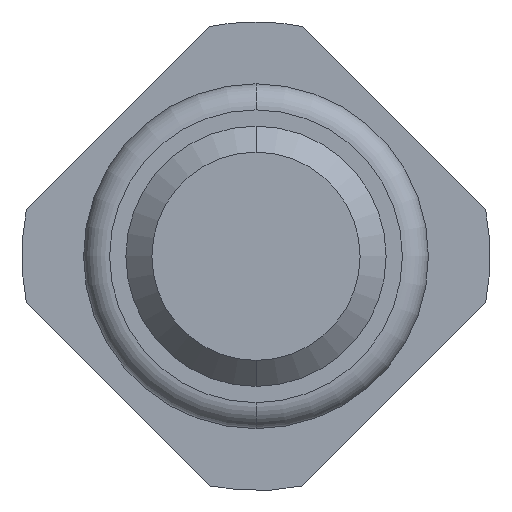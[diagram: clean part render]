
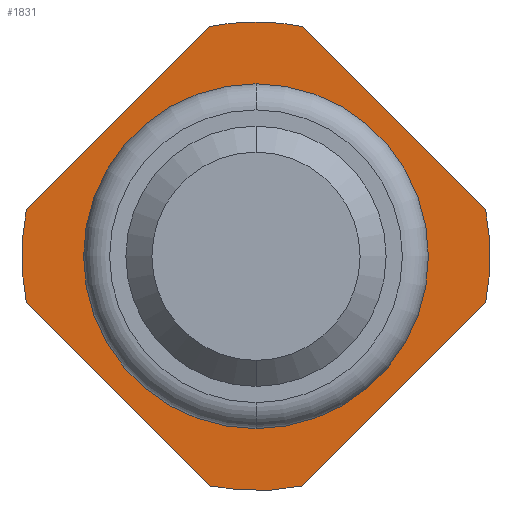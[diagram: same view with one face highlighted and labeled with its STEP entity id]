
A CAD part, front view. The second image highlights one B-rep face of the part: STEP entity #1831.
In plain terms, the highlighted planar face has unit normal (0, -1, 0).
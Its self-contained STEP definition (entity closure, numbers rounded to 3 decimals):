
#12 = CARTESIAN_POINT ( 'NONE',  ( 0., -2., 1.325 ) ) ;
#33 = EDGE_CURVE ( 'Defeature ausgef�hrt2_2+Defeature ausgef�hrt2_0+Defeature ausgef�hrt2_17+Defeature ausgef�hrt2_18', #599, #2111, #4518, .T. ) ;
#46 = AXIS2_PLACEMENT_3D ( 'NONE', #2430, #549, #4196 ) ;
#58 = VERTEX_POINT ( 'NONE', #1185 ) ;
#145 = CIRCLE ( 'NONE', #3286, 1.8 ) ;
#246 = ORIENTED_EDGE ( 'NONE', *, *, #4364, .F. ) ;
#401 = DIRECTION ( 'NONE',  ( 0., 0., 1. ) ) ;
#417 = ORIENTED_EDGE ( 'NONE', *, *, #1109, .F. ) ;
#547 = VECTOR ( 'NONE', #874, 1000. ) ;
#549 = DIRECTION ( 'NONE',  ( 0., 1., 0. ) ) ;
#579 = ORIENTED_EDGE ( 'NONE', *, *, #3855, .F. ) ;
#599 = VERTEX_POINT ( 'NONE', #1494 ) ;
#613 = CIRCLE ( 'NONE', #1335, 1.325 ) ;
#699 = VERTEX_POINT ( 'NONE', #4701 ) ;
#848 = LINE ( 'NONE', #1254, #1667 ) ;
#865 = CARTESIAN_POINT ( 'NONE',  ( 0., -2., 0. ) ) ;
#874 = DIRECTION ( 'NONE',  ( 0.707, 0., -0.707 ) ) ;
#906 = CARTESIAN_POINT ( 'NONE',  ( 1.764, -2., 0.357 ) ) ;
#957 = ORIENTED_EDGE ( 'NONE', *, *, #33, .F. ) ;
#987 = VERTEX_POINT ( 'NONE', #2736 ) ;
#1030 = EDGE_CURVE ( 'Defeature ausgef�hrt2_15+Defeature ausgef�hrt2_0+Defeature ausgef�hrt2_1+Defeature ausgef�hrt2_4', #2944, #3359, #848, .T. ) ;
#1109 = EDGE_CURVE ( 'Defeature ausgef�hrt2_18+Defeature ausgef�hrt2_0+Defeature ausgef�hrt2_2+Defeature ausgef�hrt2_1', #58, #4478, #1198, .T. ) ;
#1185 = CARTESIAN_POINT ( 'NONE',  ( 0.357, -2., 1.764 ) ) ;
#1198 = LINE ( 'NONE', #2748, #547 ) ;
#1202 = CARTESIAN_POINT ( 'NONE',  ( 0., -2., -1.325 ) ) ;
#1234 = ORIENTED_EDGE ( 'NONE', *, *, #2713, .F. ) ;
#1254 = CARTESIAN_POINT ( 'NONE',  ( 1.961, -2., -0.161 ) ) ;
#1291 = ORIENTED_EDGE ( 'NONE', *, *, #3571, .T. ) ;
#1335 = AXIS2_PLACEMENT_3D ( 'NONE', #3427, #4886, #401 ) ;
#1361 = AXIS2_PLACEMENT_3D ( 'NONE', #1743, #3971, #2460 ) ;
#1401 = DIRECTION ( 'NONE',  ( 0., 0., 1. ) ) ;
#1471 = EDGE_CURVE ( 'Defeature ausgef�hrt2_17+Defeature ausgef�hrt2_0+Defeature ausgef�hrt2_3+Defeature ausgef�hrt2_2', #4514, #599, #3499, .T. ) ;
#1494 = CARTESIAN_POINT ( 'NONE',  ( -0.357, -2., 1.764 ) ) ;
#1548 = CARTESIAN_POINT ( 'NONE',  ( 0., -2., 0. ) ) ;
#1560 = CIRCLE ( 'NONE', #46, 1.8 ) ;
#1617 = VECTOR ( 'NONE', #2387, 1000. ) ;
#1667 = VECTOR ( 'NONE', #3894, 1000. ) ;
#1743 = CARTESIAN_POINT ( 'NONE',  ( 0., -2., 0. ) ) ;
#1789 = LINE ( 'NONE', #3833, #1617 ) ;
#1804 = DIRECTION ( 'NONE',  ( 0., 0., 1. ) ) ;
#1831 = ADVANCED_FACE ( 'Defeature ausgef�hrt2_0', ( #3436, #4323 ), #2900, .F. ) ;
#2096 = DIRECTION ( 'NONE',  ( 0., 1., 0. ) ) ;
#2111 = VERTEX_POINT ( 'NONE', #2293 ) ;
#2164 = CARTESIAN_POINT ( 'NONE',  ( 1.8, -2., 0. ) ) ;
#2245 = ORIENTED_EDGE ( 'NONE', *, *, #1471, .F. ) ;
#2293 = CARTESIAN_POINT ( 'NONE',  ( 0., -2., 1.8 ) ) ;
#2334 = DIRECTION ( 'NONE',  ( 0., 1., 0. ) ) ;
#2387 = DIRECTION ( 'NONE',  ( -0.707, 0., 0.707 ) ) ;
#2426 = DIRECTION ( 'NONE',  ( 0., 1., 0. ) ) ;
#2430 = CARTESIAN_POINT ( 'NONE',  ( 0., -2., 0. ) ) ;
#2460 = DIRECTION ( 'NONE',  ( 0., 0., 1. ) ) ;
#2528 = AXIS2_PLACEMENT_3D ( 'NONE', #865, #3112, #3944 ) ;
#2540 = EDGE_LOOP ( 'NONE', ( #1291, #4689 ) ) ;
#2576 = VERTEX_POINT ( 'NONE', #1202 ) ;
#2713 = EDGE_CURVE ( 'Defeature ausgef�hrt2_3+Defeature ausgef�hrt2_0+Defeature ausgef�hrt2_16+Defeature ausgef�hrt2_17', #987, #4514, #4591, .T. ) ;
#2736 = CARTESIAN_POINT ( 'NONE',  ( -1.764, -2., -0.357 ) ) ;
#2748 = CARTESIAN_POINT ( 'NONE',  ( 1.961, -2., 0.161 ) ) ;
#2791 = CIRCLE ( 'NONE', #2872, 1.8 ) ;
#2872 = AXIS2_PLACEMENT_3D ( 'NONE', #4061, #3316, #1804 ) ;
#2900 = PLANE ( 'NONE',  #4503 ) ;
#2944 = VERTEX_POINT ( 'NONE', #4186 ) ;
#3112 = DIRECTION ( 'NONE',  ( 0., 1., 0. ) ) ;
#3124 = EDGE_CURVE ( 'Defeature ausgef�hrt2_2+Defeature ausgef�hrt2_0+Defeature ausgef�hrt2_17+Defeature ausgef�hrt2_18', #2111, #58, #2791, .T. ) ;
#3256 = EDGE_CURVE ( 'Defeature ausgef�hrt2_4+Defeature ausgef�hrt2_0+Defeature ausgef�hrt2_15+Defeature ausgef�hrt2_16', #3359, #699, #1560, .T. ) ;
#3286 = AXIS2_PLACEMENT_3D ( 'NONE', #3897, #2426, #4279 ) ;
#3316 = DIRECTION ( 'NONE',  ( 0., 1., 0. ) ) ;
#3351 = EDGE_CURVE ( 'Defeature ausgef�hrt2_0+Defeature ausgef�hrt2_12+Defeature ausgef�hrt2_12+Defeature ausgef�hrt2_12', #2576, #4188, #3561, .T. ) ;
#3359 = VERTEX_POINT ( 'NONE', #3497 ) ;
#3427 = CARTESIAN_POINT ( 'NONE',  ( 0., -2., 0. ) ) ;
#3436 = FACE_BOUND ( 'NONE', #2540, .T. ) ;
#3486 = ORIENTED_EDGE ( 'NONE', *, *, #3124, .F. ) ;
#3497 = CARTESIAN_POINT ( 'NONE',  ( 0.357, -2., -1.764 ) ) ;
#3499 = LINE ( 'NONE', #4645, #4385 ) ;
#3561 = CIRCLE ( 'NONE', #2528, 1.325 ) ;
#3571 = EDGE_CURVE ( 'Defeature ausgef�hrt2_0+Defeature ausgef�hrt2_12+Defeature ausgef�hrt2_12+Defeature ausgef�hrt2_12', #4188, #2576, #613, .T. ) ;
#3608 = ORIENTED_EDGE ( 'NONE', *, *, #1030, .F. ) ;
#3833 = CARTESIAN_POINT ( 'NONE',  ( -0.161, -2., -1.961 ) ) ;
#3855 = EDGE_CURVE ( 'Defeature ausgef�hrt2_1+Defeature ausgef�hrt2_0+Defeature ausgef�hrt2_18+Defeature ausgef�hrt2_15', #4478, #2944, #145, .T. ) ;
#3879 = DIRECTION ( 'NONE',  ( 0.707, 0., 0.707 ) ) ;
#3894 = DIRECTION ( 'NONE',  ( -0.707, 0., -0.707 ) ) ;
#3897 = CARTESIAN_POINT ( 'NONE',  ( 0., -2., 0. ) ) ;
#3944 = DIRECTION ( 'NONE',  ( 0., 0., 1. ) ) ;
#3971 = DIRECTION ( 'NONE',  ( 0., 1., 0. ) ) ;
#4061 = CARTESIAN_POINT ( 'NONE',  ( 0., -2., 0. ) ) ;
#4152 = EDGE_LOOP ( 'NONE', ( #417, #3486, #957, #2245, #1234, #246, #4190, #3608, #579 ) ) ;
#4186 = CARTESIAN_POINT ( 'NONE',  ( 1.764, -2., -0.357 ) ) ;
#4188 = VERTEX_POINT ( 'NONE', #12 ) ;
#4190 = ORIENTED_EDGE ( 'NONE', *, *, #3256, .F. ) ;
#4196 = DIRECTION ( 'NONE',  ( 0., 0., 1. ) ) ;
#4271 = CARTESIAN_POINT ( 'NONE',  ( -1.764, -2., 0.357 ) ) ;
#4279 = DIRECTION ( 'NONE',  ( 0., 0., 1. ) ) ;
#4323 = FACE_OUTER_BOUND ( 'NONE', #4152, .T. ) ;
#4364 = EDGE_CURVE ( 'Defeature ausgef�hrt2_16+Defeature ausgef�hrt2_0+Defeature ausgef�hrt2_4+Defeature ausgef�hrt2_3', #699, #987, #1789, .T. ) ;
#4385 = VECTOR ( 'NONE', #3879, 1000. ) ;
#4428 = AXIS2_PLACEMENT_3D ( 'NONE', #1548, #2334, #4558 ) ;
#4478 = VERTEX_POINT ( 'NONE', #906 ) ;
#4503 = AXIS2_PLACEMENT_3D ( 'NONE', #2164, #2096, #1401 ) ;
#4514 = VERTEX_POINT ( 'NONE', #4271 ) ;
#4518 = CIRCLE ( 'NONE', #4428, 1.8 ) ;
#4558 = DIRECTION ( 'NONE',  ( 0., 0., 1. ) ) ;
#4591 = CIRCLE ( 'NONE', #1361, 1.8 ) ;
#4645 = CARTESIAN_POINT ( 'NONE',  ( -0.161, -2., 1.961 ) ) ;
#4689 = ORIENTED_EDGE ( 'NONE', *, *, #3351, .T. ) ;
#4701 = CARTESIAN_POINT ( 'NONE',  ( -0.357, -2., -1.764 ) ) ;
#4886 = DIRECTION ( 'NONE',  ( 0., 1., 0. ) ) ;
